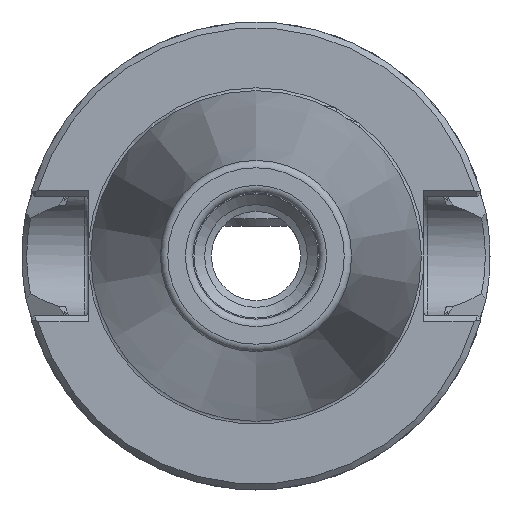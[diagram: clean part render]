
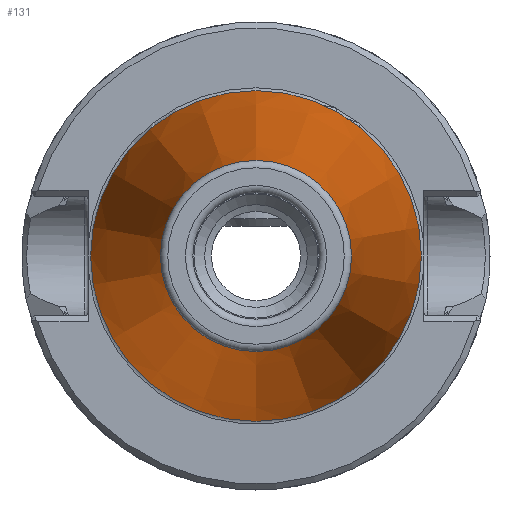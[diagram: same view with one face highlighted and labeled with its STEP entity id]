
A CAD part, left-side view. The second image highlights one B-rep face of the part: STEP entity #131.
In plain terms, the highlighted conical face has half-angle 8.297 degrees and reference radius 12.871 mm.
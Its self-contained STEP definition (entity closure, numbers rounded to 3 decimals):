
#131 = ADVANCED_FACE( '', ( #356, #357 ), #358, .T. );
#356 = FACE_OUTER_BOUND( '', #707, .T. );
#357 = FACE_BOUND( '', #708, .T. );
#358 = CONICAL_SURFACE( '', #709, 12.871, 0.145 );
#707 = EDGE_LOOP( '', ( #1069 ) );
#708 = EDGE_LOOP( '', ( #1070 ) );
#709 = AXIS2_PLACEMENT_3D( '', #1071, #1072, #1073 );
#1069 = ORIENTED_EDGE( '', *, *, #1914, .T. );
#1070 = ORIENTED_EDGE( '', *, *, #1915, .F. );
#1071 = CARTESIAN_POINT( '', ( -64.544, 0., 0. ) );
#1072 = DIRECTION( '', ( 1., 0., 0. ) );
#1073 = DIRECTION( '', ( 0., 0., -1. ) );
#1914 = EDGE_CURVE( '', #2238, #2238, #2239, .T. );
#1915 = EDGE_CURVE( '', #2240, #2240, #2241, .T. );
#2238 = VERTEX_POINT( '', #2712 );
#2239 = CIRCLE( '', #2713, 22.268 );
#2240 = VERTEX_POINT( '', #2714 );
#2241 = CIRCLE( '', #2715, 12.871 );
#2712 = CARTESIAN_POINT( '', ( -0.106, 0., 22.268 ) );
#2713 = AXIS2_PLACEMENT_3D( '', #3773, #3774, #3775 );
#2714 = CARTESIAN_POINT( '', ( -64.544, 0., 12.871 ) );
#2715 = AXIS2_PLACEMENT_3D( '', #3776, #3777, #3778 );
#3773 = CARTESIAN_POINT( '', ( -0.106, 0., 0. ) );
#3774 = DIRECTION( '', ( -1., 0., 0. ) );
#3775 = DIRECTION( '', ( 0., 0., 1. ) );
#3776 = CARTESIAN_POINT( '', ( -64.544, 0., 0. ) );
#3777 = DIRECTION( '', ( -1., 0., 0. ) );
#3778 = DIRECTION( '', ( 0., 0., 1. ) );
